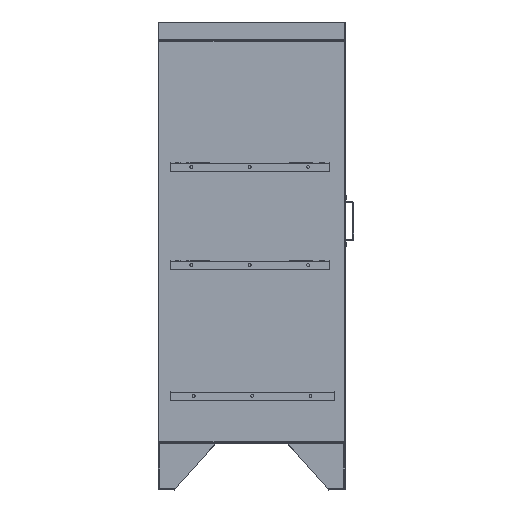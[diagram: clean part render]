
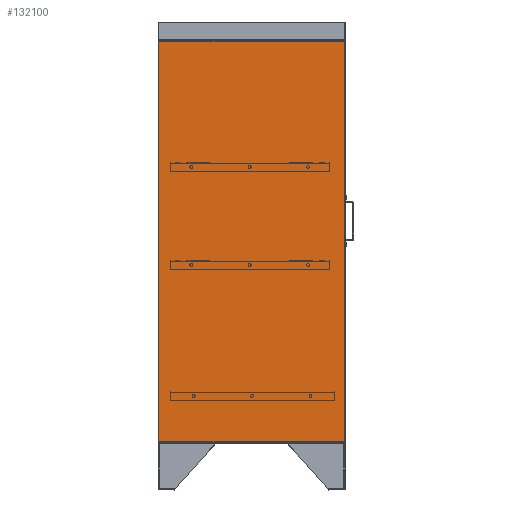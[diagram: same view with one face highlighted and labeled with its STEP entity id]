
A CAD part, top view. The second image highlights one B-rep face of the part: STEP entity #132100.
In plain terms, the highlighted free-form (B-spline) face has degree [1, 1] with [2, 2] control points.
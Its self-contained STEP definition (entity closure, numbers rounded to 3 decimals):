
#6010 = B_SPLINE_CURVE_WITH_KNOTS ( 'NONE', 1,
 ( #177314, #45232 ),
 .UNSPECIFIED., .F., .F.,
 ( 2, 2 ),
 ( -1., 0. ),
 .UNSPECIFIED. ) ;
#11076 = CARTESIAN_POINT ( 'NONE',  ( 0.6, 1.6, 398.4 ) ) ;
#19852 = CARTESIAN_POINT ( 'NONE',  ( 0.6, 1.6, 398.4 ) ) ;
#29169 = ORIENTED_EDGE ( 'NONE', *, *, #95731, .F. ) ;
#31340 = CARTESIAN_POINT ( 'NONE',  ( 0.6, 1.6, 1.6 ) ) ;
#40855 = CARTESIAN_POINT ( 'NONE',  ( 0.6, 1.6, 1.6 ) ) ;
#45232 = CARTESIAN_POINT ( 'NONE',  ( 0.6, 1.6, 1.6 ) ) ;
#53812 = EDGE_LOOP ( 'NONE', ( #29169, #123865, #122139, #161274 ) ) ;
#55384 = CARTESIAN_POINT ( 'NONE',  ( 0.6, 858.4, 398.4 ) ) ;
#61025 = CARTESIAN_POINT ( 'NONE',  ( 0.6, 858.4, 1.6 ) ) ;
#64192 = CARTESIAN_POINT ( 'NONE',  ( 0.6, 858.4, 1.6 ) ) ;
#68772 = EDGE_CURVE ( 'NONE', #165844, #186509, #116068, .T. ) ;
#73657 = CARTESIAN_POINT ( 'NONE',  ( 0.6, 858.4, 1.6 ) ) ;
#74919 = VERTEX_POINT ( 'NONE', #31340 ) ;
#90048 = CARTESIAN_POINT ( 'NONE',  ( 0.6, 858.4, 398.4 ) ) ;
#95635 = B_SPLINE_CURVE_WITH_KNOTS ( 'NONE', 1,
 ( #40855, #117897 ),
 .UNSPECIFIED., .F., .F.,
 ( 2, 2 ),
 ( -1., 0. ),
 .UNSPECIFIED. ) ;
#95731 = EDGE_CURVE ( 'NONE', #186509, #74919, #6010, .T. ) ;
#105418 = EDGE_CURVE ( 'NONE', #74919, #111297, #95635, .T. ) ;
#111297 = VERTEX_POINT ( 'NONE', #11076 ) ;
#116068 = B_SPLINE_CURVE_WITH_KNOTS ( 'NONE', 1,
 ( #90048, #73657 ),
 .UNSPECIFIED., .F., .F.,
 ( 2, 2 ),
 ( -1., 0. ),
 .UNSPECIFIED. ) ;
#117897 = CARTESIAN_POINT ( 'NONE',  ( 0.6, 1.6, 398.4 ) ) ;
#122139 = ORIENTED_EDGE ( 'NONE', *, *, #171310, .T. ) ;
#123865 = ORIENTED_EDGE ( 'NONE', *, *, #68772, .F. ) ;
#125086 = CARTESIAN_POINT ( 'NONE',  ( 0.6, 1.6, 398.4 ) ) ;
#132100 = ADVANCED_FACE ( 'NONE', ( #151012 ), #162006, .F. ) ;
#143353 = CARTESIAN_POINT ( 'NONE',  ( 0.6, 858.4, 398.4 ) ) ;
#151012 = FACE_OUTER_BOUND ( 'NONE', #53812, .T. ) ;
#151960 = CARTESIAN_POINT ( 'NONE',  ( 0.6, 858.4, 398.4 ) ) ;
#161274 = ORIENTED_EDGE ( 'NONE', *, *, #105418, .F. ) ;
#162006 = B_SPLINE_SURFACE_WITH_KNOTS ( 'NONE', 1, 1, ( 
 ( #151960, #19852 ),
 ( #64192, #181801 ) ),
 .UNSPECIFIED., .F., .F., .F.,
 ( 2, 2 ),
 ( 2, 2 ),
 ( 0., 1. ),
 ( 0., 1. ),
 .UNSPECIFIED. ) ;
#165844 = VERTEX_POINT ( 'NONE', #55384 ) ;
#171310 = EDGE_CURVE ( 'NONE', #165844, #111297, #188019, .T. ) ;
#177314 = CARTESIAN_POINT ( 'NONE',  ( 0.6, 858.4, 1.6 ) ) ;
#181801 = CARTESIAN_POINT ( 'NONE',  ( 0.6, 1.6, 1.6 ) ) ;
#186509 = VERTEX_POINT ( 'NONE', #61025 ) ;
#188019 = B_SPLINE_CURVE_WITH_KNOTS ( 'NONE', 1,
 ( #143353, #125086 ),
 .UNSPECIFIED., .F., .F.,
 ( 2, 2 ),
 ( 0., 1. ),
 .UNSPECIFIED. ) ;
